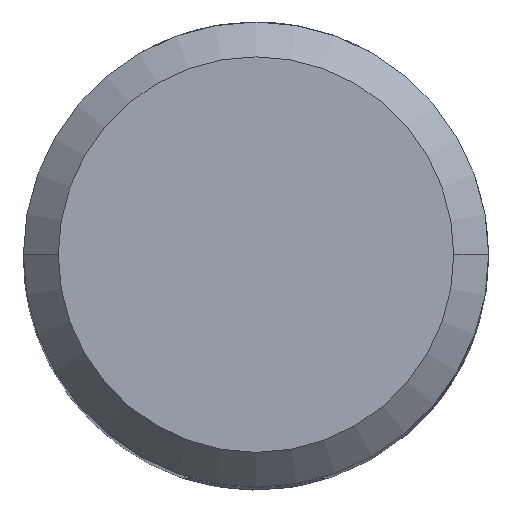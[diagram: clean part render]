
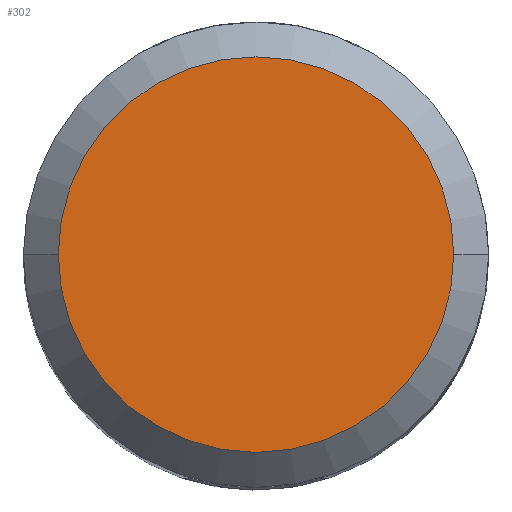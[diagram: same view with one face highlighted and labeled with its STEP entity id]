
A CAD part, top view. The second image highlights one B-rep face of the part: STEP entity #302.
In plain terms, the highlighted planar face has unit normal (0, 0, 1).
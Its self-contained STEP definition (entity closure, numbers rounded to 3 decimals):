
#122=PLANE('',#895);
#302=ADVANCED_FACE('',(#349),#122,.F.);
#349=FACE_OUTER_BOUND('',#396,.T.);
#396=EDGE_LOOP('',(#485,#486));
#485=ORIENTED_EDGE('',*,*,#742,.F.);
#486=ORIENTED_EDGE('',*,*,#768,.F.);
#666=VERTEX_POINT('',#1185);
#667=VERTEX_POINT('',#1186);
#742=EDGE_CURVE('',#666,#667,#846,.T.);
#768=EDGE_CURVE('',#667,#666,#852,.T.);
#846=CIRCLE('',#880,8.5);
#852=CIRCLE('',#893,8.5);
#880=AXIS2_PLACEMENT_3D('',#1184,#970,#971);
#893=AXIS2_PLACEMENT_3D('',#1263,#1006,#1007);
#895=AXIS2_PLACEMENT_3D('',#1265,#1010,#1011);
#970=DIRECTION('',(0.,0.,-1.));
#971=DIRECTION('',(-1.,0.,0.));
#1006=DIRECTION('',(0.,0.,-1.));
#1007=DIRECTION('',(-1.,0.,0.));
#1010=DIRECTION('',(0.,0.,-1.));
#1011=DIRECTION('',(1.,0.,0.));
#1184=CARTESIAN_POINT('',(0.,0.,0.));
#1185=CARTESIAN_POINT('',(-8.5,0.,0.));
#1186=CARTESIAN_POINT('',(8.5,0.,0.));
#1263=CARTESIAN_POINT('',(0.,0.,0.));
#1265=CARTESIAN_POINT('',(0.,8.5,0.));
